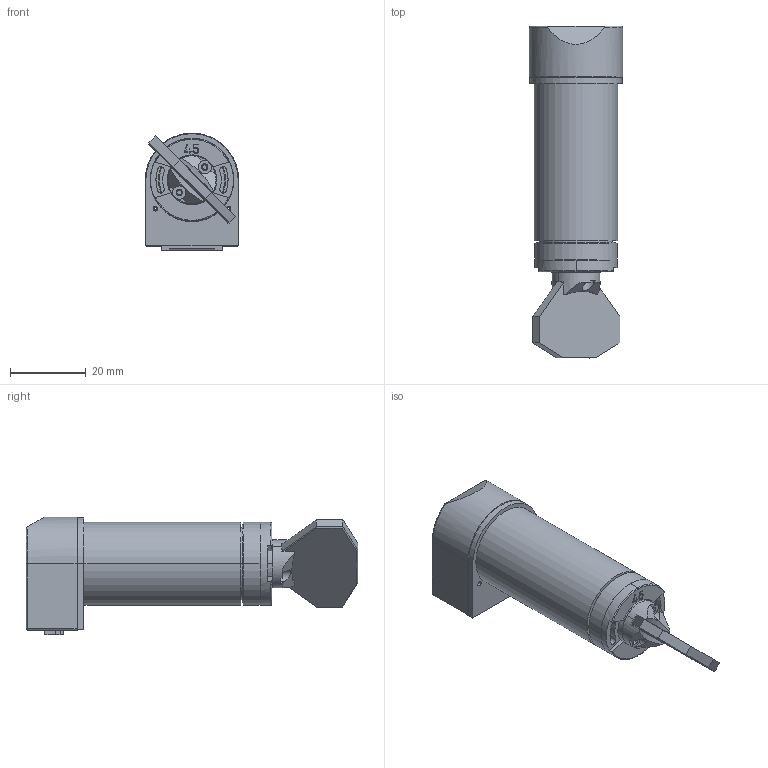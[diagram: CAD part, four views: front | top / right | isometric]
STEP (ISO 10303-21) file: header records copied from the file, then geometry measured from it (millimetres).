
FILE_DESCRIPTION (( 'STEP AP203' ), '1' );
FILE_NAME ('MSTN000968-E0W.STEP', '2021-03-24T13:20:18', ( '' ), ( '' ), 'SwSTEP 2.0', 'SolidWorks 2018', '' );
FILE_SCHEMA (( 'CONFIG_CONTROL_DESIGN' ));
Length unit declared in the file: inch
Products named in the file (2): MSTN000968-E0W
Bounding box: 24.64 x 87.64 x 31.06 mm (x, y, z)
Surface area: 11983.4 mm2 (no closed solid volume)
Topology: 0 solids, 45 shells, 436 faces, 2221 edges, 1793 vertices
Faces by surface type: plane 313, cylinder 57, bspline 54, cone 12
Entity records: 28662 total; most frequent: CARTESIAN_POINT 12505, ORIENTED_EDGE 2992, DIRECTION 2731, EDGE_CURVE 2219, VERTEX_POINT 1793, LINE 1519, VECTOR 1519, AXIS2_PLACEMENT_3D 606
